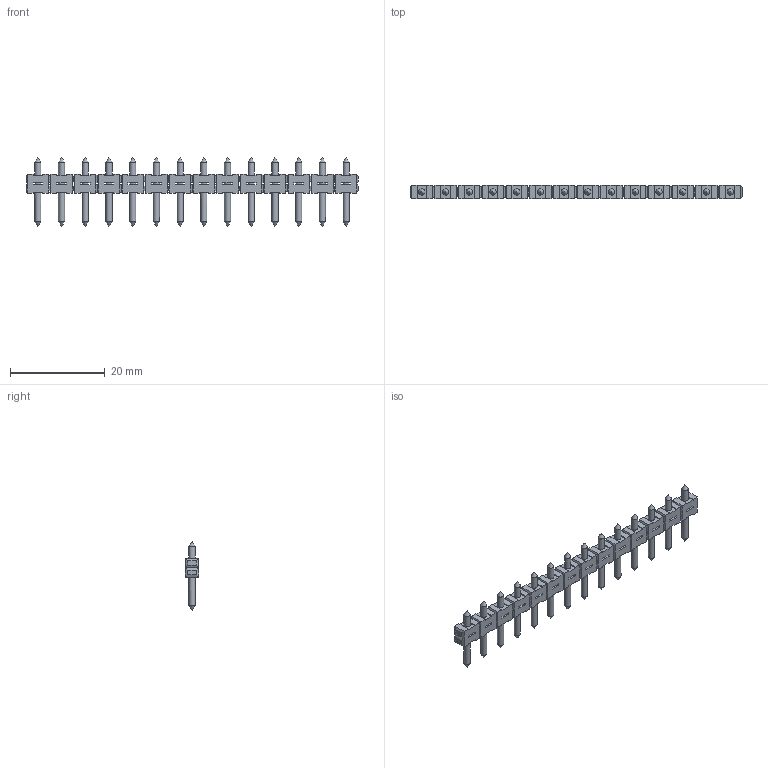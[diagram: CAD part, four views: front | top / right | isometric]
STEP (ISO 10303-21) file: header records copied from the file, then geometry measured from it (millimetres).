
FILE_DESCRIPTION(('STEP AP214'),'1');
FILE_NAME('PVSD14-5.stp','2018-11-21T09:50:02',(' '),(' '),'Spatial InterOp 3D',' ',' ');
FILE_SCHEMA(('AUTOMOTIVE_DESIGN { 1 0 10303 214 1 1 1 1 }'));
Length unit declared in the file: metre
Products named in the file (1): 1
Bounding box: 70 x 2.8 x 14.5 mm (x, y, z)
Volume: 877.6 mm3; surface area: 1802.2 mm2
Topology: 1 solids, 1 shells, 522 faces, 1338 edges, 792 vertices
Faces by surface type: plane 452, cylinder 42, cone 28
Full cylindrical faces by diameter (mm): 1.3 x42
Entity records: 18529 total; most frequent: CARTESIAN_POINT 2443, ORIENTED_EDGE 2368, DIRECTION 2314, EDGE_CURVE 1184, LINE 1100, VECTOR 1100, VERTEX_POINT 736, EDGE_LOOP 648
